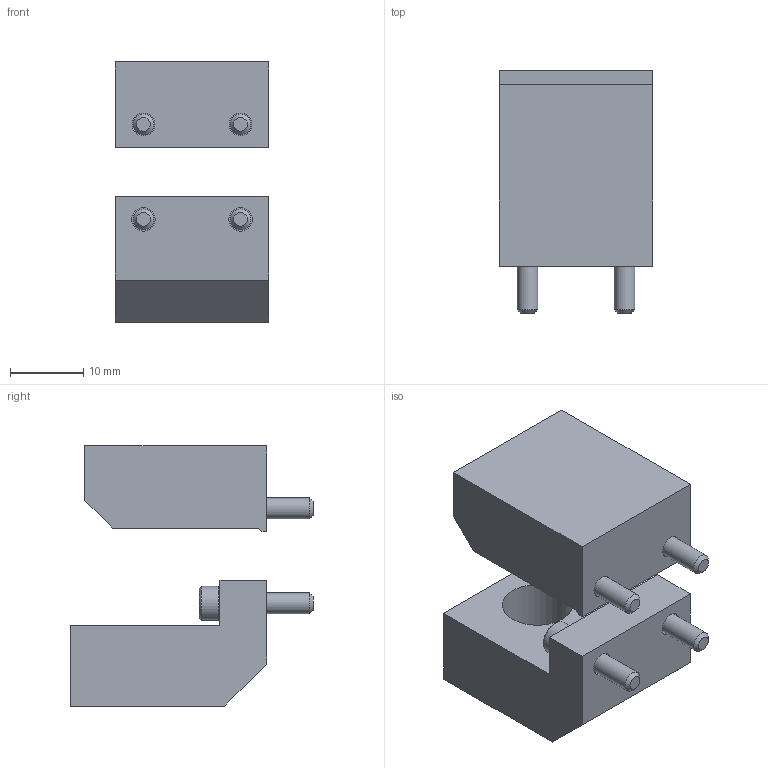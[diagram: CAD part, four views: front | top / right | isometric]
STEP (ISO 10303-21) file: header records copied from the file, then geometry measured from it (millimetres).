
FILE_DESCRIPTION (( 'STEP AP203' ), '1' );
FILE_NAME ('6505-040AE_step.STEP', '2020-04-07T14:13:00', ( '' ), ( '' ), 'SwSTEP 2.0', 'SolidWorks 2016', '' );
FILE_SCHEMA (( 'CONFIG_CONTROL_DESIGN' ));
Length unit declared in the file: inch
Products named in the file (1): 6505-040AE_step
Bounding box: 20.83 x 33.02 x 35.41 mm (x, y, z)
Volume: 10061.6 mm3; surface area: 5909.6 mm2
Topology: 6 solids, 7 shells, 423 faces, 1105 edges, 719 vertices
Faces by surface type: plane 323, bspline 43, cone 36, cylinder 21
Full cylindrical faces by diameter (mm): 2.845 x4, 3.048 x2, 3.175 x2, 4.648 x4, 6.35 x1, 9.525 x1, 9.55 x1, 9.652 x1
Entity records: 15064 total; most frequent: CARTESIAN_POINT 5049, ORIENTED_EDGE 2134, DIRECTION 1795, EDGE_CURVE 1067, VECTOR 877, LINE 877, VERTEX_POINT 709, EDGE_LOOP 484
